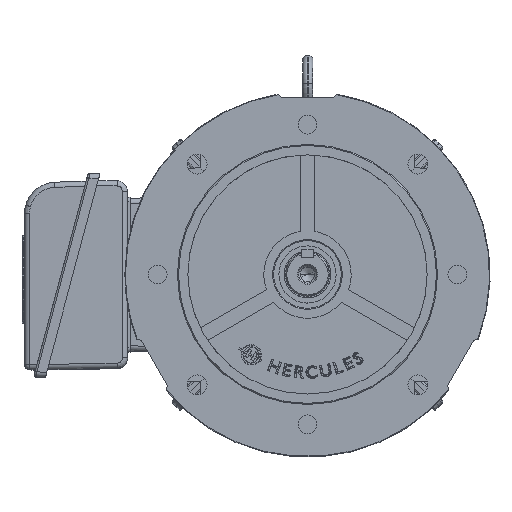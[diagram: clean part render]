
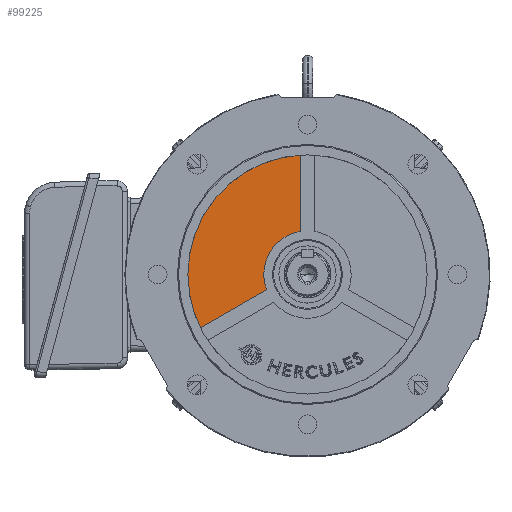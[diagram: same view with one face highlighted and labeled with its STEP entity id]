
A CAD part, top view. The second image highlights one B-rep face of the part: STEP entity #99225.
In plain terms, the highlighted face is planar.
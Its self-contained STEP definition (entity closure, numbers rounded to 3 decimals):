
#934 = CARTESIAN_POINT ( 'NONE',  ( -6., -53.836, -107.246 ) ) ;
#4618 = CARTESIAN_POINT ( 'NONE',  ( -6., 115., 0. ) ) ;
#6109 = EDGE_CURVE ( 'NONE', #84169, #84994, #105162, .T. ) ;
#7921 = AXIS2_PLACEMENT_3D ( 'NONE', #119005, #121488, #44449 ) ;
#9364 = DIRECTION ( 'NONE',  ( 0., 1., 0. ) ) ;
#13482 = DIRECTION ( 'NONE',  ( 1., 0., 0. ) ) ;
#15835 = CARTESIAN_POINT ( 'NONE',  ( -6., 0., 0. ) ) ;
#18126 = AXIS2_PLACEMENT_3D ( 'NONE', #71065, #13482, #51637 ) ;
#19373 = CARTESIAN_POINT ( 'NONE',  ( -6., 34.293, -7. ) ) ;
#20177 = CARTESIAN_POINT ( 'NONE',  ( -6., 41.413, -7. ) ) ;
#21853 = CIRCLE ( 'NONE', #7921, 42. ) ;
#23399 = PLANE ( 'NONE',  #105458 ) ;
#24796 = CARTESIAN_POINT ( 'NONE',  ( -6., 114.787, -7. ) ) ;
#24922 = CARTESIAN_POINT ( 'NONE',  ( -6., 0., 0. ) ) ;
#35355 = EDGE_CURVE ( 'NONE', #87646, #84994, #102150, .T. ) ;
#42289 = ORIENTED_EDGE ( 'NONE', *, *, #116765, .F. ) ;
#42555 = ORIENTED_EDGE ( 'NONE', *, *, #6109, .T. ) ;
#43382 = DIRECTION ( 'NONE',  ( -1., 0., 0. ) ) ;
#44392 = CIRCLE ( 'NONE', #122377, 42. ) ;
#44449 = DIRECTION ( 'NONE',  ( 0., 0., -1. ) ) ;
#45262 = FACE_OUTER_BOUND ( 'NONE', #117209, .T. ) ;
#46610 = VECTOR ( 'NONE', #9364, 1000. ) ;
#50670 = ORIENTED_EDGE ( 'NONE', *, *, #59254, .T. ) ;
#51637 = DIRECTION ( 'NONE',  ( 0., 0., -1. ) ) ;
#59254 = EDGE_CURVE ( 'NONE', #92417, #84169, #44392, .T. ) ;
#60484 = CARTESIAN_POINT ( 'NONE',  ( -6., -14.644, -39.364 ) ) ;
#60497 = ORIENTED_EDGE ( 'NONE', *, *, #35355, .F. ) ;
#63667 = VERTEX_POINT ( 'NONE', #60484 ) ;
#64584 = VERTEX_POINT ( 'NONE', #117659 ) ;
#64976 = DIRECTION ( 'NONE',  ( 1., 0., 0. ) ) ;
#65188 = EDGE_CURVE ( 'NONE', #64584, #63667, #104914, .T. ) ;
#65358 = ORIENTED_EDGE ( 'NONE', *, *, #104092, .T. ) ;
#67562 = AXIS2_PLACEMENT_3D ( 'NONE', #15835, #112258, #101008 ) ;
#67918 = DIRECTION ( 'NONE',  ( 0., 0.5, 0.866 ) ) ;
#71004 = CARTESIAN_POINT ( 'NONE',  ( -6., 0., -115. ) ) ;
#71065 = CARTESIAN_POINT ( 'NONE',  ( -6., 0., 0. ) ) ;
#73532 = ORIENTED_EDGE ( 'NONE', *, *, #65188, .T. ) ;
#80984 = DIRECTION ( 'NONE',  ( 0., 0., 1. ) ) ;
#83331 = VECTOR ( 'NONE', #67918, 1000. ) ;
#84169 = VERTEX_POINT ( 'NONE', #20177 ) ;
#84994 = VERTEX_POINT ( 'NONE', #24796 ) ;
#87646 = VERTEX_POINT ( 'NONE', #71004 ) ;
#92417 = VERTEX_POINT ( 'NONE', #118010 ) ;
#99225 = ADVANCED_FACE ( 'NONE', ( #45262 ), #23399, .T. ) ;
#101008 = DIRECTION ( 'NONE',  ( 0., 0., -1. ) ) ;
#101946 = DIRECTION ( 'NONE',  ( 0., 0., -1. ) ) ;
#102150 = CIRCLE ( 'NONE', #18126, 115. ) ;
#104092 = EDGE_CURVE ( 'NONE', #63667, #92417, #21853, .T. ) ;
#104914 = LINE ( 'NONE', #934, #83331 ) ;
#105162 = LINE ( 'NONE', #19373, #46610 ) ;
#105458 = AXIS2_PLACEMENT_3D ( 'NONE', #4618, #43382, #80984 ) ;
#112258 = DIRECTION ( 'NONE',  ( 1., 0., 0. ) ) ;
#116765 = EDGE_CURVE ( 'NONE', #64584, #87646, #121569, .T. ) ;
#117209 = EDGE_LOOP ( 'NONE', ( #42555, #60497, #42289, #73532, #65358, #50670 ) ) ;
#117659 = CARTESIAN_POINT ( 'NONE',  ( -6., -51.331, -102.908 ) ) ;
#118010 = CARTESIAN_POINT ( 'NONE',  ( -6., 0., -42. ) ) ;
#119005 = CARTESIAN_POINT ( 'NONE',  ( -6., 0., 0. ) ) ;
#121488 = DIRECTION ( 'NONE',  ( 1., 0., 0. ) ) ;
#121569 = CIRCLE ( 'NONE', #67562, 115. ) ;
#122377 = AXIS2_PLACEMENT_3D ( 'NONE', #24922, #64976, #101946 ) ;
